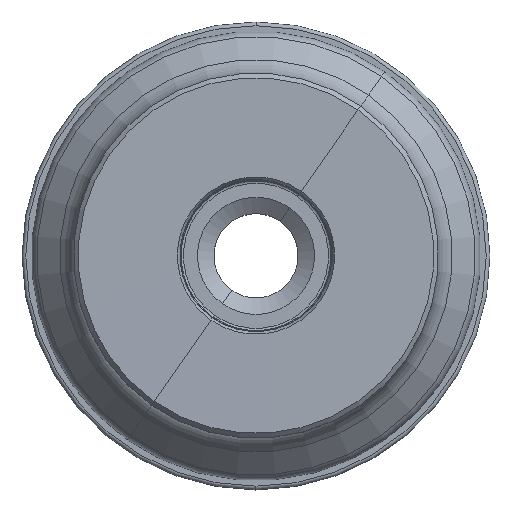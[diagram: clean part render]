
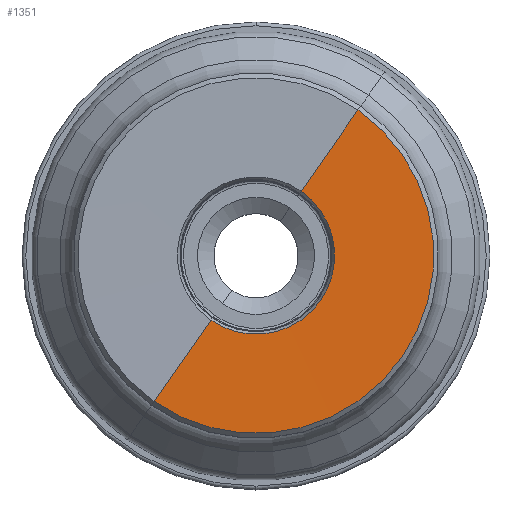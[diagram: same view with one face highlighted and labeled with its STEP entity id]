
A CAD part, top view. The second image highlights one B-rep face of the part: STEP entity #1351.
In plain terms, the highlighted conical face has half-angle 89.9 degrees and reference radius 27.403 mm.
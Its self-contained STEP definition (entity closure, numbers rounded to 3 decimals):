
#72=DIRECTION('',(-0.574,-0.819,-0.002));
#73=VECTOR('',#72,21.194);
#74=CARTESIAN_POINT('',(21.796,31.128,0.));
#75=LINE('',#74,#73);
#79=DIRECTION('',(0.574,0.819,-0.002));
#80=VECTOR('',#79,21.194);
#81=CARTESIAN_POINT('',(-21.796,-31.128,0.));
#82=LINE('',#81,#80);
#94=CARTESIAN_POINT('',(0.,0.,0.));
#95=DIRECTION('',(0.,0.,-1.));
#96=DIRECTION('',(0.574,0.819,0.));
#97=AXIS2_PLACEMENT_3D('',#94,#95,#96);
#102=CARTESIAN_POINT('',(0.,0.,-0.037));
#103=DIRECTION('',(0.,0.,-1.));
#104=DIRECTION('',(0.574,0.819,0.));
#105=AXIS2_PLACEMENT_3D('',#102,#103,#104);
#1139=CARTESIAN_POINT('',(21.796,31.128,0.));
#1141=VERTEX_POINT('',#1139);
#1142=CARTESIAN_POINT('',(9.64,13.767,
-0.037));
#1143=VERTEX_POINT('',#1142);
#1201=CARTESIAN_POINT('',(-21.796,-31.128,0.));
#1203=VERTEX_POINT('',#1201);
#1204=CARTESIAN_POINT('',(-9.64,-13.767,
-0.037));
#1205=VERTEX_POINT('',#1204);
#1339=CARTESIAN_POINT('',(0.,0.,-0.018));
#1340=DIRECTION('',(0.,0.,1.));
#1341=DIRECTION('',(0.574,0.819,0.));
#1342=AXIS2_PLACEMENT_3D('',#1339,#1340,#1341);
#1343=CONICAL_SURFACE('',#1342,27.403,89.9);
#1344=ORIENTED_EDGE('',*,*,#1329,.F.);
#1345=ORIENTED_EDGE('',*,*,#1305,.T.);
#1346=ORIENTED_EDGE('',*,*,#1333,.T.);
#1348=ORIENTED_EDGE('',*,*,#1347,.F.);
#1349=EDGE_LOOP('',(#1344,#1345,#1346,#1348));
#1350=FACE_OUTER_BOUND('',#1349,.F.);
#98=CIRCLE('',#97,38.);
#106=CIRCLE('',#105,16.806);
#1305=EDGE_CURVE('',#1141,#1203,#98,.T.);
#1329=EDGE_CURVE('',#1141,#1143,#75,.T.);
#1333=EDGE_CURVE('',#1203,#1205,#82,.T.);
#1347=EDGE_CURVE('',#1143,#1205,#106,.T.);
#1351=ADVANCED_FACE('',(#1350),#1343,.F.);
